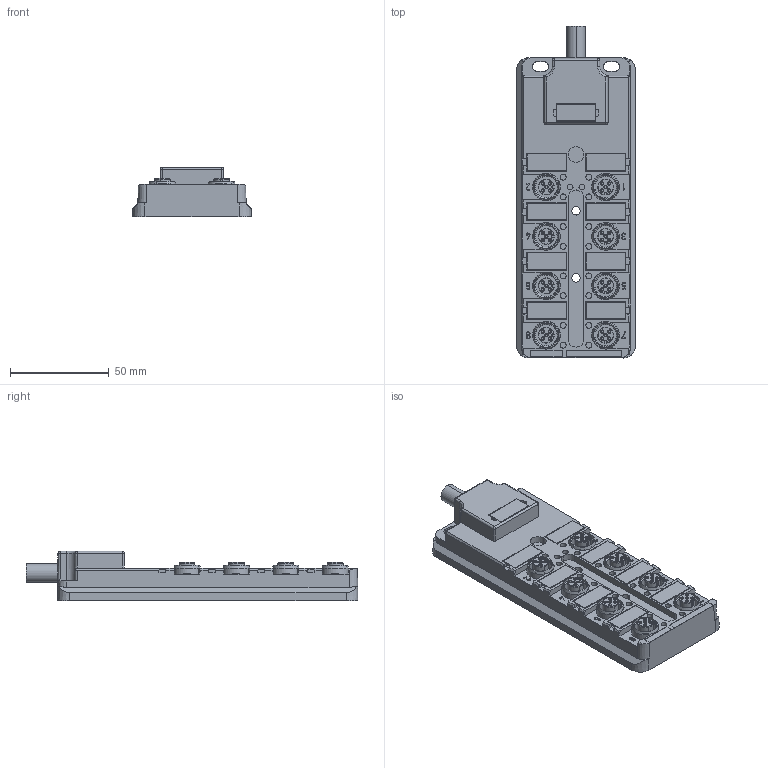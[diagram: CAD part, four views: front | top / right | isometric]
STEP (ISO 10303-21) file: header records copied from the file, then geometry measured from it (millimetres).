
FILE_DESCRIPTION(('CATIA V5 STEP Exchange','CAx-IF Rec.Pracs.--- Model Styling and Organization---1.4--- 2014-01-23'),'2;1');
FILE_NAME ('034227-3_1_9456890000_9456890000.stp','2019-12-10T09:42:46+00:00',('none'),('Weidmueller'),'CATIA Version 5-6 Release 2016 SP3 HF44','CATIA V5 STEP AP214','none');
FILE_SCHEMA(('AUTOMOTIVE_DESIGN { 1 0 10303 214 1 1 1 1 }'));
Length unit declared in the file: millimetre
Products named in the file (1): 9456890000
Bounding box: 60 x 168 x 25 mm (x, y, z)
Volume: 140041.1 mm3; surface area: 57100.1 mm2
Topology: 28 solids, 28 shells, 1909 faces, 4816 edges, 3085 vertices
Faces by surface type: plane 806, cylinder 713, cone 298, torus 84, sphere 6, bspline 2
Entity records: 53688 total; most frequent: CARTESIAN_POINT 11402, ORIENTED_EDGE 9620, DIRECTION 6815, EDGE_CURVE 4810, AXIS2_PLACEMENT_3D 3132, VERTEX_POINT 3085, VECTOR 2493, LINE 2493
